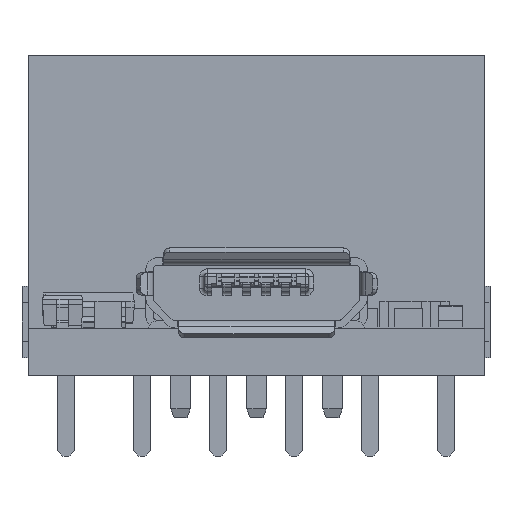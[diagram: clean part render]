
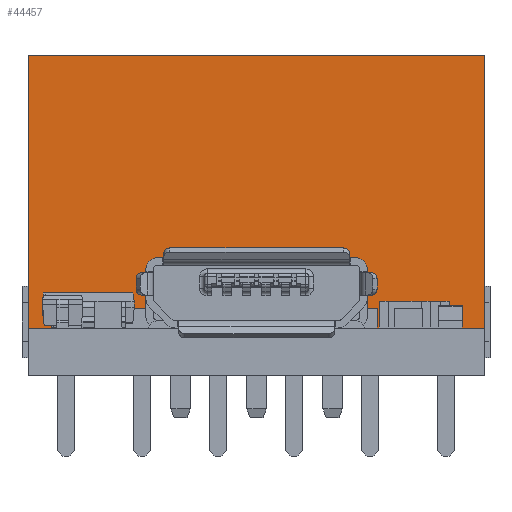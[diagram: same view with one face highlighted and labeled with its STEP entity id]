
A CAD part, left-side view. The second image highlights one B-rep face of the part: STEP entity #44457.
In plain terms, the highlighted planar face has unit normal (-1, 0, 0).
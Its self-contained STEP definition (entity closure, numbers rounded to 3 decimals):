
#2925 = CARTESIAN_POINT ( 'NONE',  ( 22.875, 15.23, 10.675 ) ) ;
#10185 = LINE ( 'NONE', #30679, #58321 ) ;
#15562 = VECTOR ( 'NONE', #75101, 1000. ) ;
#16253 = CARTESIAN_POINT ( 'NONE',  ( 22.875, 15.23, 1.575 ) ) ;
#18133 = CARTESIAN_POINT ( 'NONE',  ( 22.875, 15.23, 4.075 ) ) ;
#22005 = VECTOR ( 'NONE', #77800, 1000. ) ;
#25988 = DIRECTION ( 'NONE',  ( 0., 1., 0. ) ) ;
#28036 = VERTEX_POINT ( 'NONE', #36066 ) ;
#30679 = CARTESIAN_POINT ( 'NONE',  ( 22.875, 0.01, 4.075 ) ) ;
#31172 = LINE ( 'NONE', #2925, #15562 ) ;
#32322 = ORIENTED_EDGE ( 'NONE', *, *, #44883, .F. ) ;
#35409 = VERTEX_POINT ( 'NONE', #78845 ) ;
#36066 = CARTESIAN_POINT ( 'NONE',  ( 22.875, 0.01, 1.575 ) ) ;
#38665 = CARTESIAN_POINT ( 'NONE',  ( 22.875, 0., 1.575 ) ) ;
#39652 = EDGE_CURVE ( 'NONE', #35409, #80568, #40970, .T. ) ;
#40970 = LINE ( 'NONE', #92119, #22005 ) ;
#41245 = AXIS2_PLACEMENT_3D ( 'NONE', #18133, #83768, #25988 ) ;
#42968 = EDGE_CURVE ( 'NONE', #35409, #92787, #31172, .T. ) ;
#44457 = ADVANCED_FACE ( 'NONE', ( #52929 ), #60385, .F. ) ;
#44879 = LINE ( 'NONE', #38665, #89526 ) ;
#44883 = EDGE_CURVE ( 'NONE', #28036, #80568, #44879, .T. ) ;
#51444 = ORIENTED_EDGE ( 'NONE', *, *, #42968, .F. ) ;
#52929 = FACE_OUTER_BOUND ( 'NONE', #83169, .T. ) ;
#58057 = CARTESIAN_POINT ( 'NONE',  ( 22.875, 0.01, 10.675 ) ) ;
#58321 = VECTOR ( 'NONE', #59461, 1000. ) ;
#59461 = DIRECTION ( 'NONE',  ( 0., 0., 1. ) ) ;
#60385 = PLANE ( 'NONE',  #41245 ) ;
#60560 = EDGE_CURVE ( 'NONE', #28036, #92787, #10185, .T. ) ;
#68381 = ORIENTED_EDGE ( 'NONE', *, *, #39652, .T. ) ;
#75101 = DIRECTION ( 'NONE',  ( 0., -1., 0. ) ) ;
#77800 = DIRECTION ( 'NONE',  ( 0., 0., -1. ) ) ;
#78845 = CARTESIAN_POINT ( 'NONE',  ( 22.875, 15.23, 10.675 ) ) ;
#80568 = VERTEX_POINT ( 'NONE', #16253 ) ;
#82177 = DIRECTION ( 'NONE',  ( 0., 1., 0. ) ) ;
#83169 = EDGE_LOOP ( 'NONE', ( #32322, #84730, #51444, #68381 ) ) ;
#83768 = DIRECTION ( 'NONE',  ( 1., 0., 0. ) ) ;
#84730 = ORIENTED_EDGE ( 'NONE', *, *, #60560, .T. ) ;
#89526 = VECTOR ( 'NONE', #82177, 1000. ) ;
#92119 = CARTESIAN_POINT ( 'NONE',  ( 22.875, 15.23, 4.075 ) ) ;
#92787 = VERTEX_POINT ( 'NONE', #58057 ) ;
